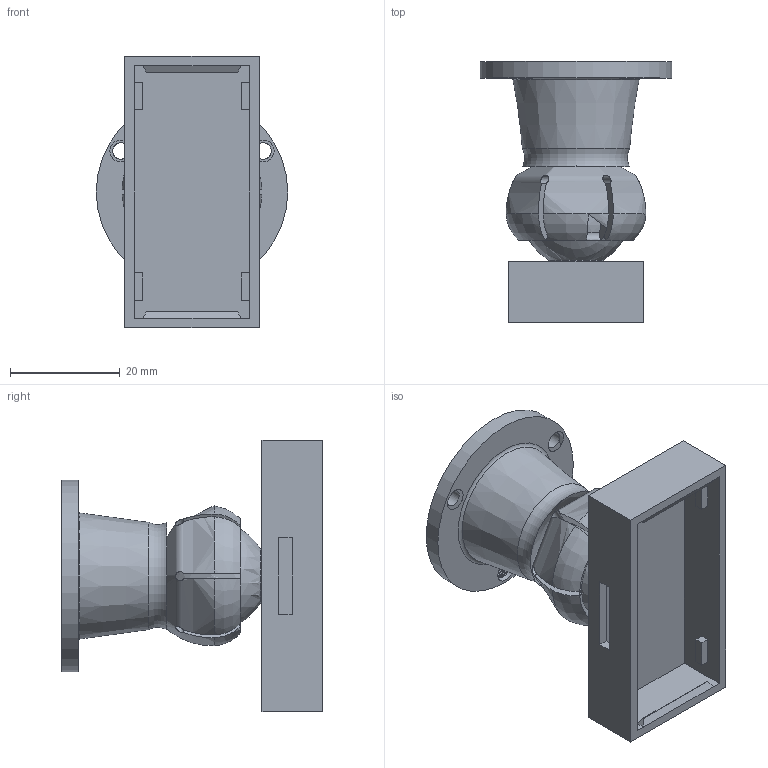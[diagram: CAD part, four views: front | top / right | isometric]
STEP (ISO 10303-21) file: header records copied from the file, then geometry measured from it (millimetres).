
FILE_DESCRIPTION(/* description */ (''),/* implementation_level */ '2;1');
FILE_NAME(/* name */ 'Ultrasonic Sensor Hc-SR04 adjustable case.step',/* time_stamp */ '2022-10-14T17:37:00+02:00',/* author */ (''),/* organization */ (''),/* preprocessor_version */ 'ST-DEVELOPER v19',/* originating_system */ 'Autodesk Translation Framework v11.7.0.108',/* authorisation */ '');
FILE_SCHEMA (('AUTOMOTIVE_DESIGN { 1 0 10303 214 3 1 1 }'));
Length unit declared in the file: millimetre
Products named in the file (3): piastra; Box HC-SR04; attacco
Assembly tree (2 placements, depth 3):
  piastra
    Box HC-SR04
      attacco
Bounding box: 34.91 x 47.52 x 49.5 mm (x, y, z)
Volume: 16389.6 mm3; surface area: 12477.2 mm2
Topology: 2 solids, 3 shells, 109 faces, 323 edges, 208 vertices
Faces by surface type: plane 65, bspline 16, cylinder 15, cone 9, torus 3, sphere 1
Full cylindrical faces by diameter (mm): 3 x3, 10 x1
Entity records: 11166 total; most frequent: CARTESIAN_POINT 8420, ORIENTED_EDGE 630, DIRECTION 453, EDGE_CURVE 315, VERTEX_POINT 209, LINE 159, VECTOR 159, AXIS2_PLACEMENT_3D 147
